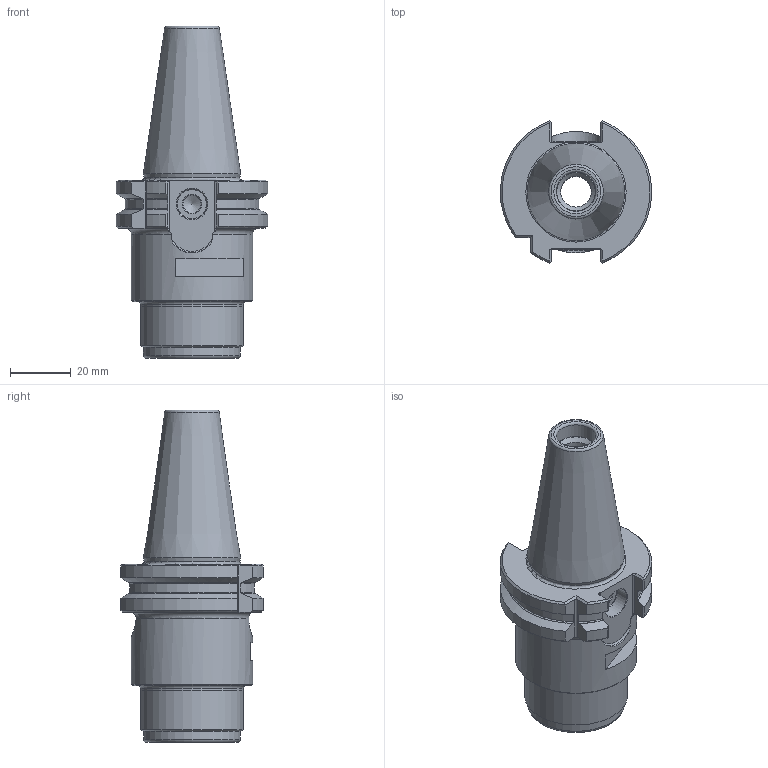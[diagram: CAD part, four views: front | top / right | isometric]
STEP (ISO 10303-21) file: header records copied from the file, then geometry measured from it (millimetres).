
FILE_DESCRIPTION(/* description */ (''),/* implementation_level */ '2;1');
FILE_NAME(/* name */ '523012530.stp',/* time_stamp */ '2021-06-01T08:49:38',/* author */ ('LRA'),/* organization */ ('REGO-FIX'),/* preprocessor_version */ ' Unknown',/* originating_system */ 'SIEMENS PLM Software Solid Edge ST10',/* authorization */ 'Unknown');
FILE_SCHEMA (('AUTOMOTIVE_DESIGN { 1 0 10303 214 2 1 1}'));
Length unit declared in the file: millimetre
Products named in the file (1): NOCUT
Bounding box: 49.99 x 46.89 x 109.55 mm (x, y, z)
Volume: 76117.8 mm3; surface area: 19757.3 mm2
Topology: 1 solids, 1 shells, 113 faces, 292 edges, 185 vertices
Faces by surface type: plane 40, cylinder 32, cone 23, torus 18
Full cylindrical faces by diameter (mm): 6 x1, 10 x1, 10.106 x2, 13 x1, 18 x1, 32 x1, 34 x2, 40 x1
Entity records: 4215 total; most frequent: CARTESIAN_POINT 821, ORIENTED_EDGE 522, DIRECTION 520, EDGE_CURVE 261, AXIS2_PLACEMENT_3D 214, VERTEX_POINT 182, FACE_BOUND 147, EDGE_LOOP 146
